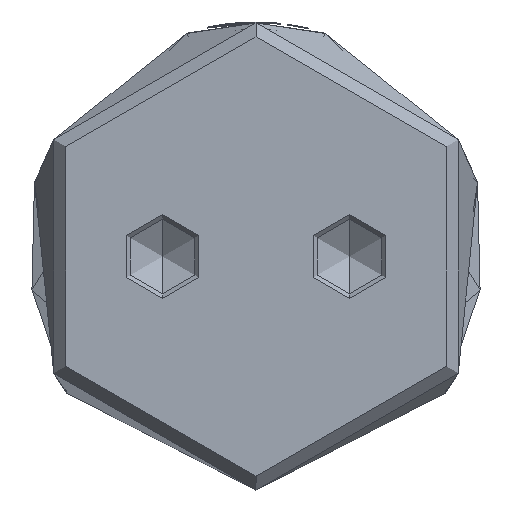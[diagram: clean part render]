
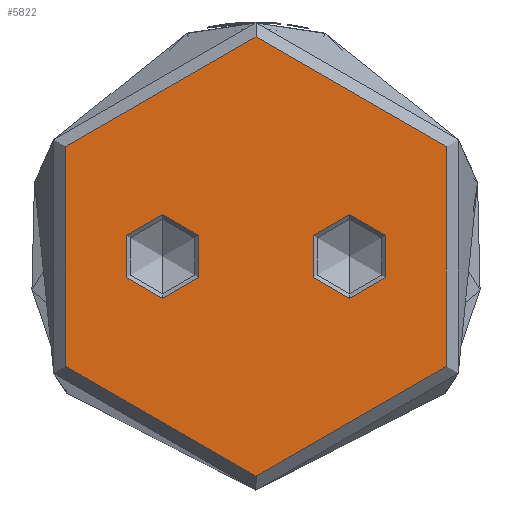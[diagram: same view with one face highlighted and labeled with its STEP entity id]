
A CAD part, front view. The second image highlights one B-rep face of the part: STEP entity #5822.
In plain terms, the highlighted face is planar.
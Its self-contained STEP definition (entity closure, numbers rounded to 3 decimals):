
#130 = DIRECTION ( 'NONE',  ( 0., 0., 1. ) ) ;
#181 = CARTESIAN_POINT ( 'NONE',  ( -4.5, 10., 0. ) ) ;
#200 = CARTESIAN_POINT ( 'NONE',  ( 0., 0., 0. ) ) ;
#275 = DIRECTION ( 'NONE',  ( 1., 0., 0. ) ) ;
#495 = VERTEX_POINT ( 'NONE', #2085 ) ;
#604 = CARTESIAN_POINT ( 'NONE',  ( 0., 10., 0. ) ) ;
#718 = FACE_OUTER_BOUND ( 'NONE', #5125, .T. ) ;
#795 = EDGE_CURVE ( 'NONE', #2133, #5490, #4087, .T. ) ;
#800 = ORIENTED_EDGE ( 'NONE', *, *, #2193, .T. ) ;
#810 = DIRECTION ( 'NONE',  ( 0., 0., 1. ) ) ;
#928 = DIRECTION ( 'NONE',  ( 1., 0., 0. ) ) ;
#960 = AXIS2_PLACEMENT_3D ( 'NONE', #6605, #3299, #7190 ) ;
#1695 = DIRECTION ( 'NONE',  ( 1., 0., 0. ) ) ;
#1790 = CARTESIAN_POINT ( 'NONE',  ( 0., 0., 0. ) ) ;
#1817 = DIRECTION ( 'NONE',  ( 0., 0., 1. ) ) ;
#1857 = EDGE_CURVE ( 'NONE', #495, #3251, #5797, .T. ) ;
#1908 = DIRECTION ( 'NONE',  ( -1., 0., 0. ) ) ;
#2051 = AXIS2_PLACEMENT_3D ( 'NONE', #2541, #4819, #4939 ) ;
#2085 = CARTESIAN_POINT ( 'NONE',  ( -23.5, 0., 0. ) ) ;
#2109 = AXIS2_PLACEMENT_3D ( 'NONE', #6259, #2939, #6816 ) ;
#2133 = VERTEX_POINT ( 'NONE', #181 ) ;
#2136 = EDGE_CURVE ( 'NONE', #3251, #495, #6326, .T. ) ;
#2156 = VERTEX_POINT ( 'NONE', #6759 ) ;
#2193 = EDGE_CURVE ( 'NONE', #4380, #2156, #3315, .T. ) ;
#2262 = EDGE_LOOP ( 'NONE', ( #6623, #4963 ) ) ;
#2315 = EDGE_LOOP ( 'NONE', ( #800, #6437 ) ) ;
#2347 = EDGE_CURVE ( 'NONE', #5490, #2133, #7226, .T. ) ;
#2541 = CARTESIAN_POINT ( 'NONE',  ( 0., -10., 0. ) ) ;
#2939 = DIRECTION ( 'NONE',  ( 0., 0., -1. ) ) ;
#3251 = VERTEX_POINT ( 'NONE', #5040 ) ;
#3299 = DIRECTION ( 'NONE',  ( 0., 0., 1. ) ) ;
#3315 = CIRCLE ( 'NONE', #2051, 4.5 ) ;
#3331 = EDGE_CURVE ( 'NONE', #2156, #4380, #4930, .T. ) ;
#3385 = AXIS2_PLACEMENT_3D ( 'NONE', #6947, #5277, #1908 ) ;
#3894 = CARTESIAN_POINT ( 'NONE',  ( 4.5, 10., 0. ) ) ;
#4087 = CIRCLE ( 'NONE', #960, 4.5 ) ;
#4176 = PLANE ( 'NONE',  #3385 ) ;
#4237 = AXIS2_PLACEMENT_3D ( 'NONE', #1790, #1817, #1695 ) ;
#4347 = ORIENTED_EDGE ( 'NONE', *, *, #1857, .T. ) ;
#4380 = VERTEX_POINT ( 'NONE', #6824 ) ;
#4819 = DIRECTION ( 'NONE',  ( 0., 0., -1. ) ) ;
#4908 = FACE_BOUND ( 'NONE', #2315, .T. ) ;
#4930 = CIRCLE ( 'NONE', #2109, 4.5 ) ;
#4939 = DIRECTION ( 'NONE',  ( 1., 0., 0. ) ) ;
#4963 = ORIENTED_EDGE ( 'NONE', *, *, #795, .F. ) ;
#5040 = CARTESIAN_POINT ( 'NONE',  ( 23.5, 0., 0. ) ) ;
#5069 = AXIS2_PLACEMENT_3D ( 'NONE', #604, #130, #928 ) ;
#5125 = EDGE_LOOP ( 'NONE', ( #4347, #6281 ) ) ;
#5277 = DIRECTION ( 'NONE',  ( 0., 0., -1. ) ) ;
#5490 = VERTEX_POINT ( 'NONE', #3894 ) ;
#5591 = AXIS2_PLACEMENT_3D ( 'NONE', #200, #810, #275 ) ;
#5797 = CIRCLE ( 'NONE', #4237, 23.5 ) ;
#5822 = ADVANCED_FACE ( 'NONE', ( #718, #6388, #4908 ), #4176, .F. ) ;
#6259 = CARTESIAN_POINT ( 'NONE',  ( 0., -10., 0. ) ) ;
#6281 = ORIENTED_EDGE ( 'NONE', *, *, #2136, .T. ) ;
#6326 = CIRCLE ( 'NONE', #5591, 23.5 ) ;
#6388 = FACE_BOUND ( 'NONE', #2262, .T. ) ;
#6437 = ORIENTED_EDGE ( 'NONE', *, *, #3331, .T. ) ;
#6605 = CARTESIAN_POINT ( 'NONE',  ( 0., 10., 0. ) ) ;
#6623 = ORIENTED_EDGE ( 'NONE', *, *, #2347, .F. ) ;
#6759 = CARTESIAN_POINT ( 'NONE',  ( -4.5, -10., 0. ) ) ;
#6816 = DIRECTION ( 'NONE',  ( 1., 0., 0. ) ) ;
#6824 = CARTESIAN_POINT ( 'NONE',  ( 4.5, -10., 0. ) ) ;
#6947 = CARTESIAN_POINT ( 'NONE',  ( 0., 0., 0. ) ) ;
#7190 = DIRECTION ( 'NONE',  ( 1., 0., 0. ) ) ;
#7226 = CIRCLE ( 'NONE', #5069, 4.5 ) ;
